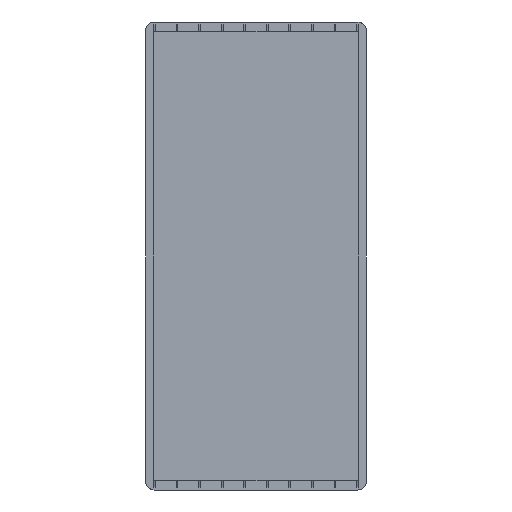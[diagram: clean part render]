
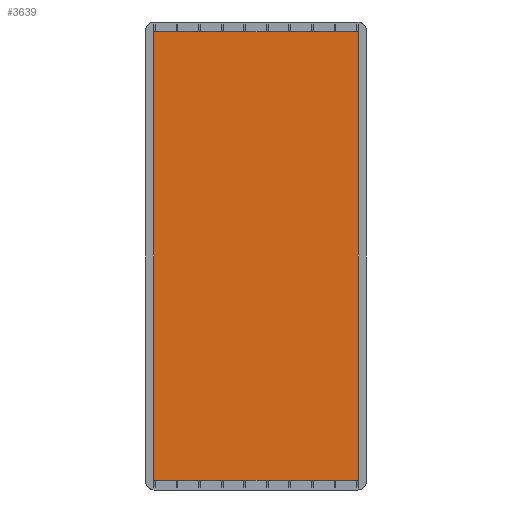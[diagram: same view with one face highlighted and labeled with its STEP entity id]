
A CAD part, front view. The second image highlights one B-rep face of the part: STEP entity #3639.
In plain terms, the highlighted free-form (B-spline) face has degree [1, 1] with [2, 2] control points.
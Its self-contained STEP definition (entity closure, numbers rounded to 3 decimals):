
#2268 = VERTEX_POINT('',#2269);
#2269 = CARTESIAN_POINT('',(128.156,0.,-281.081));
#2274 = EDGE_CURVE('',#2268,#2275,#2277,.T.);
#2275 = VERTEX_POINT('',#2276);
#2276 = CARTESIAN_POINT('',(-128.156,0.,-281.081));
#2277 = B_SPLINE_CURVE_WITH_KNOTS('',1,(#2278,#2279),.UNSPECIFIED.,.F.,
  .F.,(2,2),(0.,238.),.PIECEWISE_BEZIER_KNOTS.);
#2278 = CARTESIAN_POINT('',(128.156,0.,-281.081));
#2279 = CARTESIAN_POINT('',(-128.156,0.,-281.081));
#3477 = VERTEX_POINT('',#3478);
#3478 = CARTESIAN_POINT('',(-128.156,0.,281.081));
#3483 = EDGE_CURVE('',#3477,#3484,#3486,.T.);
#3484 = VERTEX_POINT('',#3485);
#3485 = CARTESIAN_POINT('',(128.156,0.,281.081));
#3486 = B_SPLINE_CURVE_WITH_KNOTS('',1,(#3487,#3488),.UNSPECIFIED.,.F.,
  .F.,(2,2),(0.,238.),.PIECEWISE_BEZIER_KNOTS.);
#3487 = CARTESIAN_POINT('',(-128.156,0.,281.081));
#3488 = CARTESIAN_POINT('',(128.156,0.,281.081));
#3607 = EDGE_CURVE('',#3484,#2268,#3608,.T.);
#3608 = B_SPLINE_CURVE_WITH_KNOTS('',1,(#3609,#3610),.UNSPECIFIED.,.F.,
  .F.,(2,2),(0.,522.),.PIECEWISE_BEZIER_KNOTS.);
#3609 = CARTESIAN_POINT('',(128.156,0.,281.081));
#3610 = CARTESIAN_POINT('',(128.156,0.,-281.081));
#3625 = EDGE_CURVE('',#2275,#3477,#3626,.T.);
#3626 = B_SPLINE_CURVE_WITH_KNOTS('',1,(#3627,#3628),.UNSPECIFIED.,.F.,
  .F.,(2,2),(0.,522.),.PIECEWISE_BEZIER_KNOTS.);
#3627 = CARTESIAN_POINT('',(-128.156,0.,-281.081));
#3628 = CARTESIAN_POINT('',(-128.156,0.,281.081));
#3639 = ADVANCED_FACE('',(#3640),#3646,.F.);
#3640 = FACE_BOUND('',#3641,.T.);
#3641 = EDGE_LOOP('',(#3642,#3643,#3644,#3645));
#3642 = ORIENTED_EDGE('',*,*,#2274,.F.);
#3643 = ORIENTED_EDGE('',*,*,#3607,.F.);
#3644 = ORIENTED_EDGE('',*,*,#3483,.F.);
#3645 = ORIENTED_EDGE('',*,*,#3625,.F.);
#3646 = B_SPLINE_SURFACE_WITH_KNOTS('',1,1,(
    (#3647,#3648)
    ,(#3649,#3650
    )),.UNSPECIFIED.,.F.,.F.,.F.,(2,2),(2,2),(-261.,261.),(-119.,119.),
  .PIECEWISE_BEZIER_KNOTS.);
#3647 = CARTESIAN_POINT('',(-128.156,0.,-281.081));
#3648 = CARTESIAN_POINT('',(128.156,0.,-281.081));
#3649 = CARTESIAN_POINT('',(-128.156,0.,281.081));
#3650 = CARTESIAN_POINT('',(128.156,0.,281.081));
